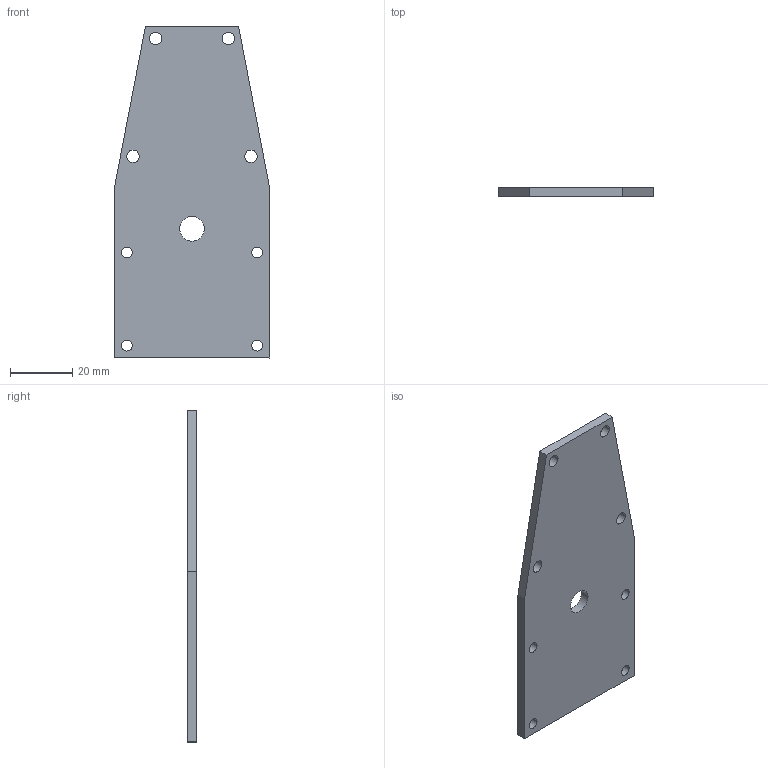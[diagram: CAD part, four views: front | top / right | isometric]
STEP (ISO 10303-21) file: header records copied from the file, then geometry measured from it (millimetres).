
FILE_DESCRIPTION(('CATIA V5 STEP Exchange'),'2;1');
FILE_NAME('plaque-fermeture.stp','2020-05-04T08:50:47+00:00',('none'),('none'),'CATIA Version 5 Release 19 SP 9 (IN-10)','CATIA V5 STEP AP203','none');
FILE_SCHEMA(('CONFIG_CONTROL_DESIGN'));
Length unit declared in the file: millimetre
Products named in the file (1): Part4
Bounding box: 50 x 3 x 107 mm (x, y, z)
Volume: 14073 mm3; surface area: 10627.8 mm2
Topology: 1 solids, 1 shells, 26 faces, 72 edges, 48 vertices
Faces by surface type: cylinder 18, plane 8
Entity records: 849 total; most frequent: ORIENTED_EDGE 144, CARTESIAN_POINT 138, DIRECTION 106, EDGE_CURVE 72, AXIS2_PLACEMENT_3D 54, VERTEX_POINT 48, EDGE_LOOP 44, VECTOR 36
